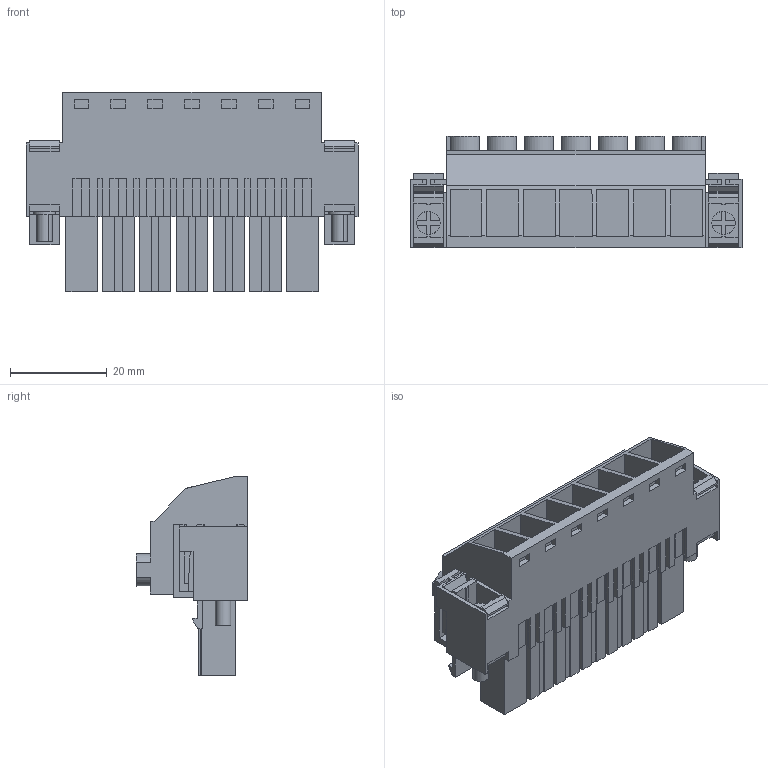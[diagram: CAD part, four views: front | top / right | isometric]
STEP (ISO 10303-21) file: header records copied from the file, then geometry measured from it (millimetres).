
FILE_DESCRIPTION(('CATIA V5 STEP','CAx-IF Rec.Pracs.--- Model Styling and Organization---1.2---2011-12-15'),'2;1');
FILE_NAME ('D1459360_0_1930210000_1930210000.stp','2017-07-31T10:54:29+00:00',('none'),('Weidmueller'),'CATIA Version 5-6 Release 2014','CATIA V5 STEP AP214','none');
FILE_SCHEMA(('AUTOMOTIVE_DESIGN { 1 0 10303 214 1 1 1 1 }'));
Length unit declared in the file: millimetre
Products named in the file (1): 1930210000
Bounding box: 68.58 x 23.1 x 41.15 mm (x, y, z)
Volume: 26187.2 mm3; surface area: 18602.5 mm2
Topology: 12 solids, 12 shells, 843 faces, 2364 edges, 1586 vertices
Faces by surface type: plane 778, cylinder 65
Entity records: 24686 total; most frequent: ORIENTED_EDGE 4728, CARTESIAN_POINT 4493, DIRECTION 3224, EDGE_CURVE 2364, VECTOR 2130, LINE 2130, VERTEX_POINT 1586, EDGE_LOOP 892
